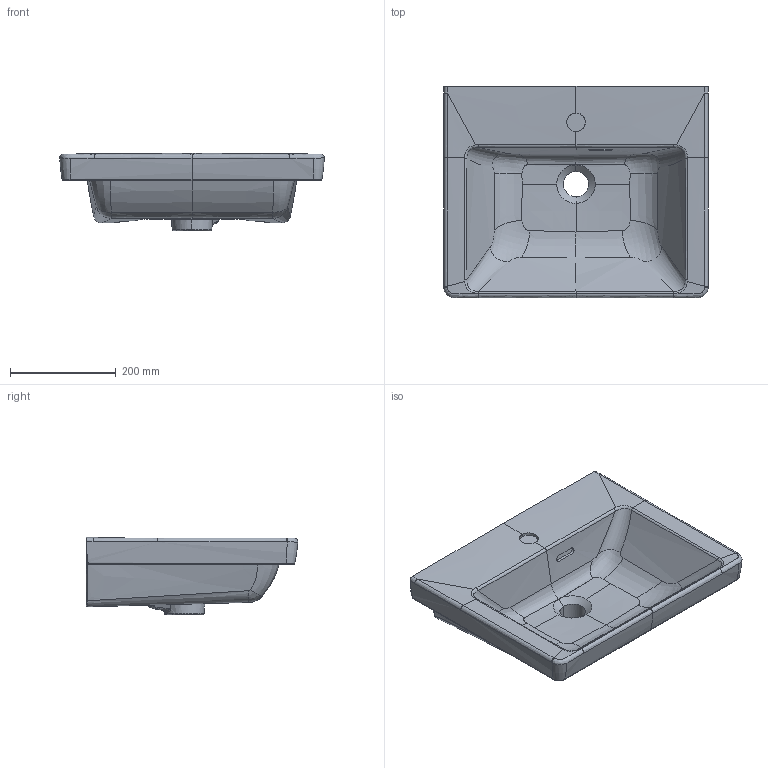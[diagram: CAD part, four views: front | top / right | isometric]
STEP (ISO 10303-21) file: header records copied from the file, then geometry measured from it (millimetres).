
FILE_DESCRIPTION(/* description */ (''),/* implementation_level */ '2;1');
FILE_NAME(/* name */ '437050.stp',/* time_stamp */ '2020-05-25T11:09:11+02:00',/* author */ (''),/* organization */ (''),/* preprocessor_version */ 'ST-DEVELOPER v16.7',/* originating_system */ 'SIEMENS PLM Software NX 1863',/* authorisation */ '');
FILE_SCHEMA (('AUTOMOTIVE_DESIGN { 1 0 10303 214 3 1 1 1 }'));
Products named in the file (1): Sier2478A236vgnr
Bounding box: 500 x 399.99 x 146.35 mm (x, y, z)
Volume: 9680564.5 mm3; surface area: 653711.6 mm2
Topology: 1 solids, 1 shells, 395 faces, 977 edges, 555 vertices
Faces by surface type: bspline 315, cylinder 28, plane 26, sphere 24, extrusion 2
Entity records: 36053 total; most frequent: CARTESIAN_POINT 29312, ORIENTED_EDGE 1902, EDGE_CURVE 951, B_SPLINE_CURVE_WITH_KNOTS 672, DIRECTION 635, VERTEX_POINT 559, EDGE_LOOP 398, ADVANCED_FACE 395
